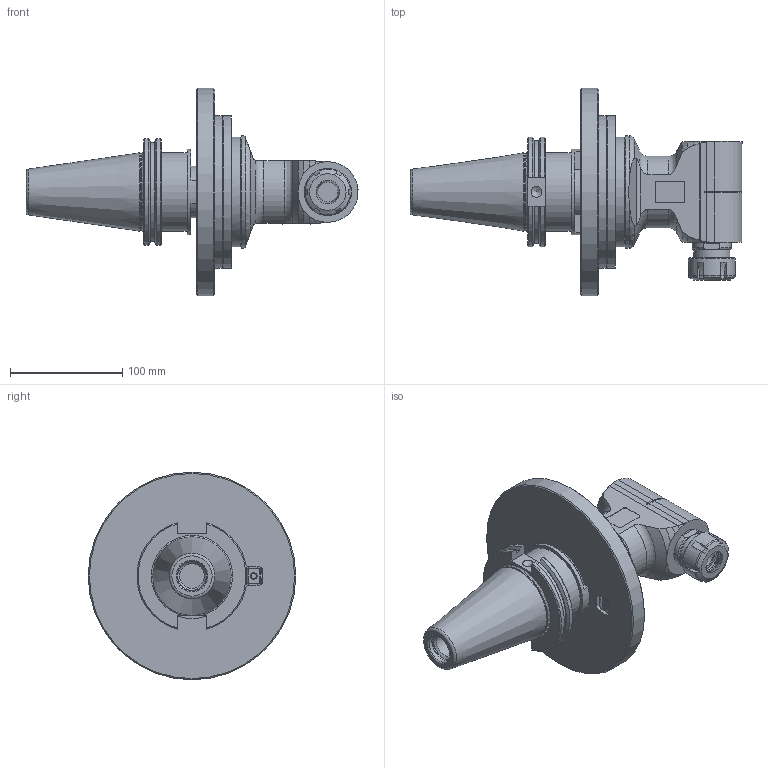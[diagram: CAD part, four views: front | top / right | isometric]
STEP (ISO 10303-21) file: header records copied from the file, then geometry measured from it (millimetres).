
FILE_DESCRIPTION(/* description */ (''),/* implementation_level */ '2;1');
FILE_NAME(/* name */ '9.F90.16S01-CAT50.stp',/* time_stamp */ '2024-05-03T14:14:07-04:00',/* author */ ('jkrenzer'),/* organization */ (''),/* preprocessor_version */ 'ST-DEVELOPER v18.1',/* originating_system */ 'Autodesk Inventor 2022',/* authorisation */ '');
FILE_SCHEMA (('AUTOMOTIVE_DESIGN { 1 0 10303 214 3 1 1 }'));
Products named in the file (3): 9.F90.16S01-CAT50; 9_F90_16S01; 9_SK_45_2   (Cat50, MTC)
Assembly tree (2 placements, depth 2):
  9.F90.16S01-CAT50
    9_F90_16S01
    9_SK_45_2   (Cat50, MTC)
Bounding box: 296 x 185 x 185 mm (x, y, z)
Volume: 1569999.1 mm3; surface area: 226742.7 mm2
Topology: 12 solids, 12 shells, 481 faces, 1178 edges, 768 vertices
Faces by surface type: plane 247, cylinder 108, cone 91, torus 33, sphere 2
Full cylindrical faces by diameter (mm): 2.5 x2, 5 x4, 6 x8, 6.4 x4, 8 x1, 8.5 x1, 9.525 x1, 10 x8, 10.4 x8, 18 x1, 19.4 x1, 20 x2, 21 x1, 21.963 x1, 23 x1, 26.187 x1, 26.8 x1, 27 x1, 30.5 x1, 32 x1, 32.6 x1, 35 x1, 42 x1, 48 x1, 65 x3, 69.25 x1, 69.85 x1, 76 x1, 90 x1, 96 x1
Entity records: 14561 total; most frequent: CARTESIAN_POINT 3234, DIRECTION 2356, ORIENTED_EDGE 2332, EDGE_CURVE 1166, AXIS2_PLACEMENT_3D 895, VERTEX_POINT 768, LINE 566, VECTOR 566
